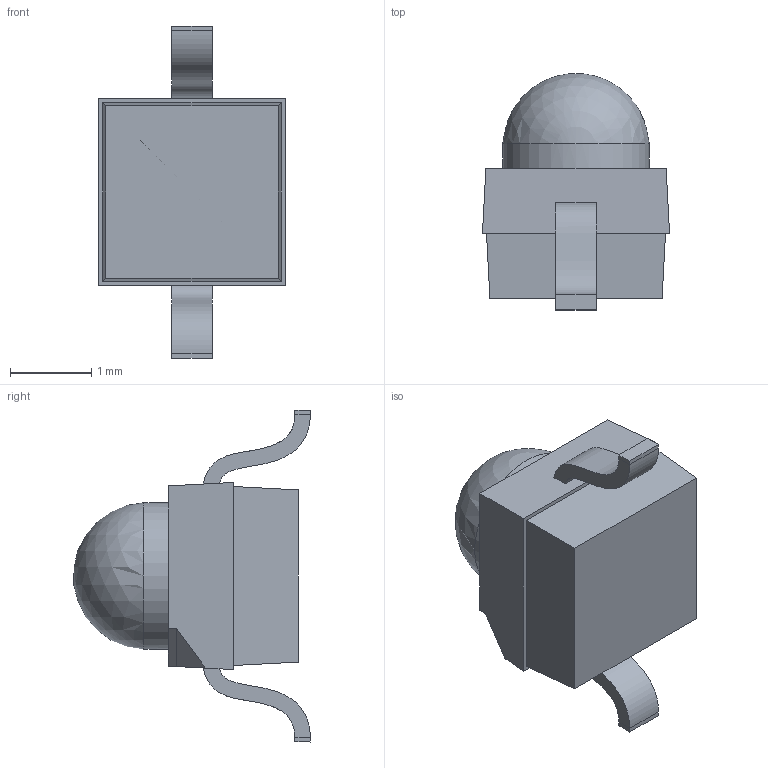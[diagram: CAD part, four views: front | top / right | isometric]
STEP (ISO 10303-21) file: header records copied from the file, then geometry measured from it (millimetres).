
FILE_DESCRIPTION (( 'STEP AP214' ), '1' );
FILE_NAME ('VSMY2850G_VEMT2020X01_Model_Mock.STEP', '2025-12-21T19:09:25', ( '' ), ( '' ), 'SwSTEP 2.0', 'SolidWorks 2024', '' );
FILE_SCHEMA (( 'AUTOMOTIVE_DESIGN' ));
Length unit declared in the file: millimetre
Products named in the file (1): VSMY2850G_VEMT2020X01_Model_Mock
Bounding box: 2.3 x 2.91 x 4.08 mm (x, y, z)
Volume: 10.3 mm3; surface area: 32.3 mm2
Topology: 1 solids, 1 shells, 33 faces, 73 edges, 46 vertices
Faces by surface type: plane 27, bspline 4, cylinder 1, sphere 1
Full cylindrical faces by diameter (mm): 1.8 x1
Entity records: 1255 total; most frequent: CARTESIAN_POINT 532, ORIENTED_EDGE 144, DIRECTION 126, EDGE_CURVE 72, LINE 62, VECTOR 62, VERTEX_POINT 46, EDGE_LOOP 38
